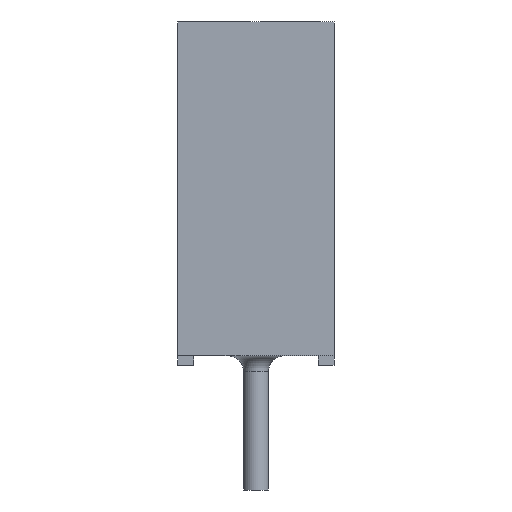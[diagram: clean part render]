
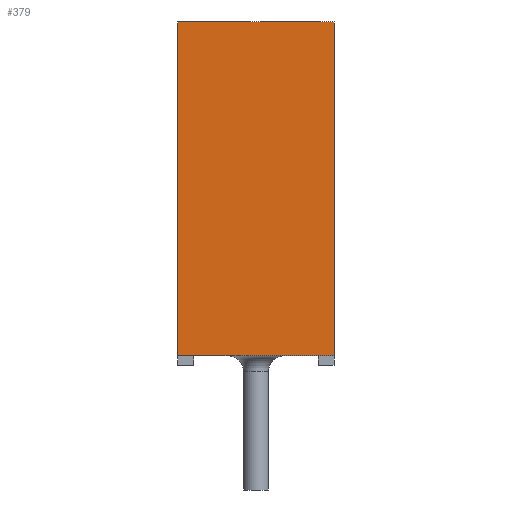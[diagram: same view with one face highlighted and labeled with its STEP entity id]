
A CAD part, left-side view. The second image highlights one B-rep face of the part: STEP entity #379.
In plain terms, the highlighted planar face has unit normal (-1, 0, 0).
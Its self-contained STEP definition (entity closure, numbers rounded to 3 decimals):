
#379 = ADVANCED_FACE( '', ( #919 ), #920, .F. );
#919 = FACE_OUTER_BOUND( '', #1668, .T. );
#920 = PLANE( '', #1669 );
#1668 = EDGE_LOOP( '', ( #2968, #2969, #2970, #2971 ) );
#1669 = AXIS2_PLACEMENT_3D( '', #2972, #2973, #2974 );
#2968 = ORIENTED_EDGE( '', *, *, #5223, .T. );
#2969 = ORIENTED_EDGE( '', *, *, #5224, .F. );
#2970 = ORIENTED_EDGE( '', *, *, #5225, .F. );
#2971 = ORIENTED_EDGE( '', *, *, #5226, .T. );
#2972 = CARTESIAN_POINT( '', ( -9., -2.5, 5.35 ) );
#2973 = DIRECTION( '', ( 1., 0., 0. ) );
#2974 = DIRECTION( '', ( 0., 0., -1. ) );
#5223 = EDGE_CURVE( '', #6198, #6199, #6200, .T. );
#5224 = EDGE_CURVE( '', #6201, #6199, #6202, .T. );
#5225 = EDGE_CURVE( '', #6203, #6201, #6204, .T. );
#5226 = EDGE_CURVE( '', #6203, #6198, #6205, .T. );
#6198 = VERTEX_POINT( '', #8229 );
#6199 = VERTEX_POINT( '', #8230 );
#6200 = LINE( '', #8231, #8232 );
#6201 = VERTEX_POINT( '', #8233 );
#6202 = LINE( '', #8234, #8235 );
#6203 = VERTEX_POINT( '', #8236 );
#6204 = LINE( '', #8237, #8238 );
#6205 = LINE( '', #8239, #8240 );
#8229 = CARTESIAN_POINT( '', ( -9., 2.5, 5.35 ) );
#8230 = CARTESIAN_POINT( '', ( -9., 2.5, -5.35 ) );
#8231 = CARTESIAN_POINT( '', ( -9., 2.5, 5.35 ) );
#8232 = VECTOR( '', #10258, 1000. );
#8233 = CARTESIAN_POINT( '', ( -9., -2.5, -5.35 ) );
#8234 = CARTESIAN_POINT( '', ( -9., -2.5, -5.35 ) );
#8235 = VECTOR( '', #10259, 1000. );
#8236 = CARTESIAN_POINT( '', ( -9., -2.5, 5.35 ) );
#8237 = CARTESIAN_POINT( '', ( -9., -2.5, 5.35 ) );
#8238 = VECTOR( '', #10260, 1000. );
#8239 = CARTESIAN_POINT( '', ( -9., -2.5, 5.35 ) );
#8240 = VECTOR( '', #10261, 1000. );
#10258 = DIRECTION( '', ( 0., 0., -1. ) );
#10259 = DIRECTION( '', ( 0., 1., 0. ) );
#10260 = DIRECTION( '', ( 0., 0., -1. ) );
#10261 = DIRECTION( '', ( 0., 1., 0. ) );
